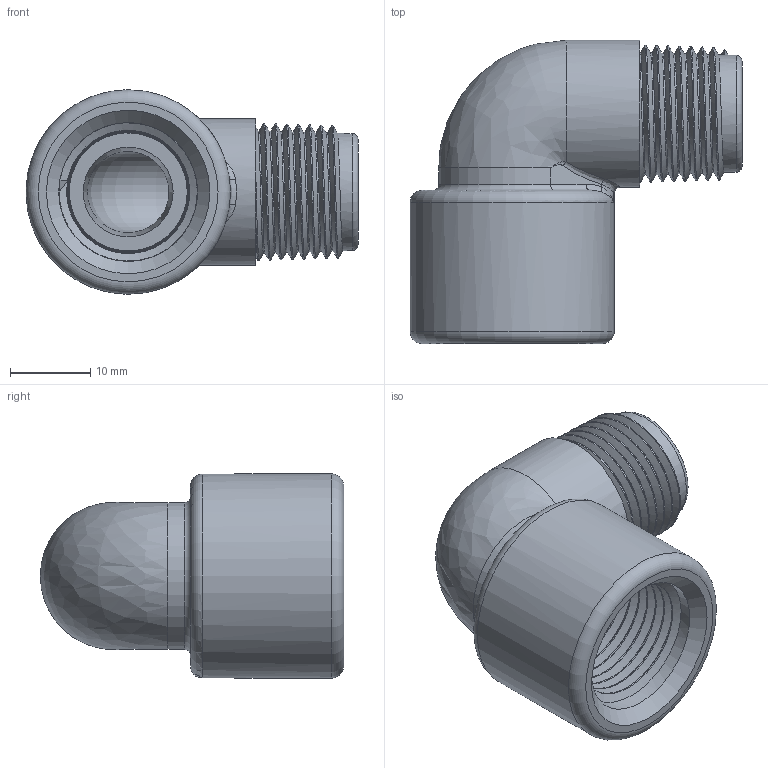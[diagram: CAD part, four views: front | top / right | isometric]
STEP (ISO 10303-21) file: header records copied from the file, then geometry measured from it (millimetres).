
FILE_DESCRIPTION((''),'2;1');
FILE_NAME('SL038-90.stp','2012-11-29T13:30:35',('mclevenger'),(''),'Autodesk Inventor 2012','Autodesk Inventor 2012','');
FILE_SCHEMA(('AUTOMOTIVE_DESIGN { 1 0 10303 214 1 1 1 1 }'));
Length unit declared in the file: inch
Products named in the file (1): SL038-90
Bounding box: 41.27 x 37.72 x 25.4 mm (x, y, z)
Volume: 11653.4 mm3; surface area: 6774.2 mm2
Topology: 1 solids, 1 shells, 65 faces, 166 edges, 101 vertices
Faces by surface type: bspline 22, cone 20, plane 9, cylinder 9, torus 5
Full cylindrical faces by diameter (mm): 10.16 x1, 18.288 x1, 25.4 x1
Entity records: 5499 total; most frequent: CARTESIAN_POINT 4548, ORIENTED_EDGE 206, DIRECTION 142, EDGE_CURVE 103, VERTEX_POINT 67, AXIS2_PLACEMENT_3D 65, EDGE_LOOP 62, B_SPLINE_CURVE_WITH_KNOTS 54
